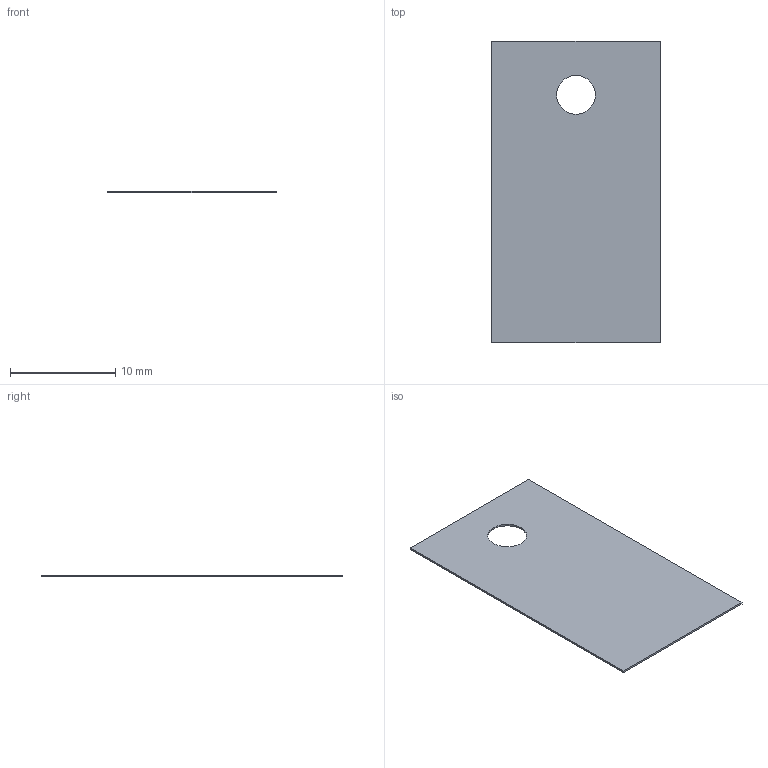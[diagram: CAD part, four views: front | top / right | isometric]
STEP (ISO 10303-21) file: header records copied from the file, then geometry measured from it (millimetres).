
FILE_DESCRIPTION((''),'2;1');
FILE_NAME('INSUL_RICHCO_TO-220-68 _h.stp','2015-06-11T17:53:30',(''),(''),'Mechanical Desktop 2011','Mechanical Desktop 2011',', , ');
FILE_SCHEMA(('AUTOMOTIVE_DESIGN { 1 2 10303 214 1 1 1 1 }'));
Length unit declared in the file: millimetre
Products named in the file (1): Product
Bounding box: 16 x 28.7 x 0.18 mm (x, y, z)
Volume: 80.7 mm3; surface area: 915.1 mm2
Topology: 1 solids, 1 shells, 8 faces, 18 edges, 12 vertices
Faces by surface type: bspline 6, cylinder 2
Entity records: 275 total; most frequent: CARTESIAN_POINT 57, ORIENTED_EDGE 36, DIRECTION 28, EDGE_CURVE 18, VECTOR 14, LINE 14, VERTEX_POINT 12, EDGE_LOOP 10
